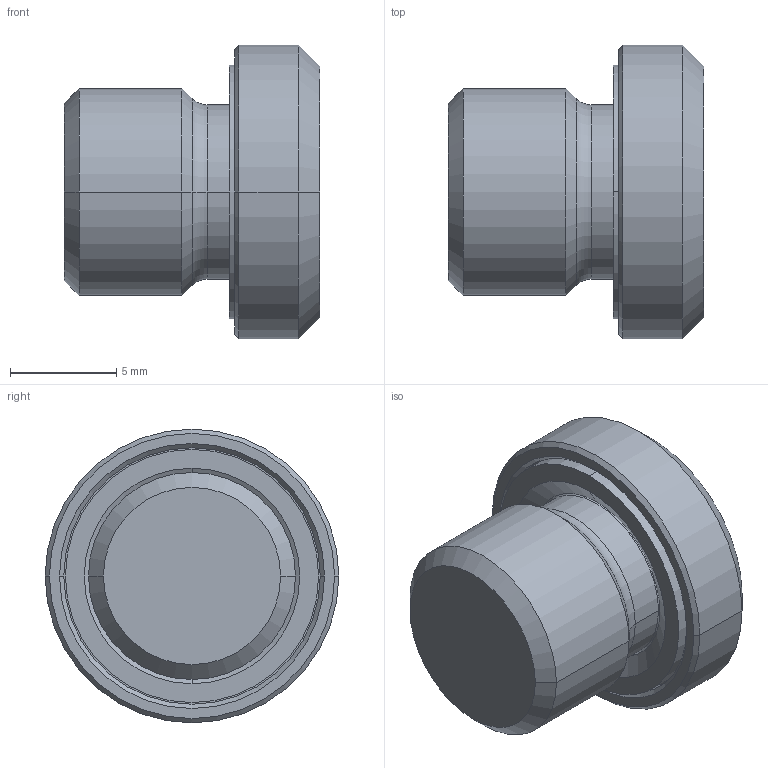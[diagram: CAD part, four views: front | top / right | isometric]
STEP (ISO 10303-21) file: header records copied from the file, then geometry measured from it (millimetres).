
FILE_DESCRIPTION(/* description */ ('VariCAD 2016-1.06 AP-214'),/* implementation_level */ '2;1');
FILE_NAME(/* name */ 'vsti_1-8_es.stp',/* time_stamp */ '2016-06-16T10:20:34+02:00',/* author */ (''),/* organization */ (''),/* preprocessor_version */ 'ST-DEVELOPER v14',/* originating_system */ 'VariCAD 2016-1.06; kernel version (20130303)',/* authorisation */ '');
FILE_SCHEMA (('AUTOMOTIVE_DESIGN'));
Length unit declared in the file: millimetre
Products named in the file (3): vsti_1-8_es; vsti_1-8_es<2>; vsti_1-8_es<1>
Assembly tree (2 placements, depth 2):
  vsti_1-8_es
    vsti_1-8_es<2>
    vsti_1-8_es<1>
Bounding box: 12 x 13.8 x 13.8 mm (x, y, z)
Volume: 944.2 mm3; surface area: 1026 mm2
Topology: 2 solids, 2 shells, 68 faces, 150 edges, 87 vertices
Faces by surface type: plane 24, cylinder 20, cone 18, torus 6
Entity records: 1965 total; most frequent: DIRECTION 360, CARTESIAN_POINT 358, ORIENTED_EDGE 296, AXIS2_PLACEMENT_3D 149, EDGE_CURVE 148, VERTEX_POINT 87, CIRCLE 74, EDGE_LOOP 73
